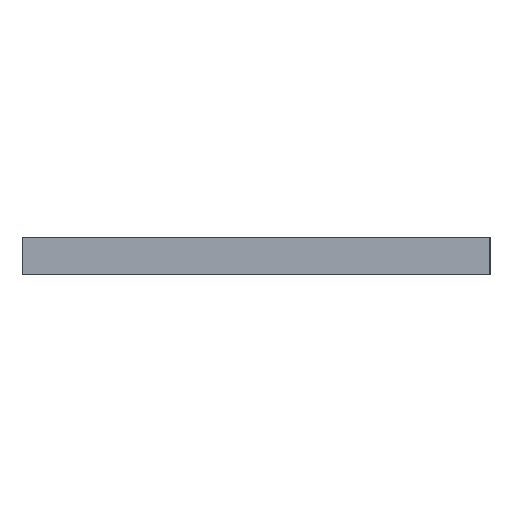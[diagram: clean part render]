
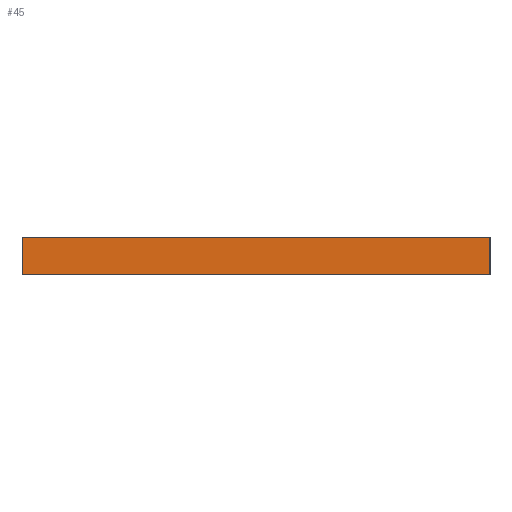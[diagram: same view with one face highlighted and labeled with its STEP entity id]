
A CAD part, left-side view. The second image highlights one B-rep face of the part: STEP entity #45.
In plain terms, the highlighted planar face has unit normal (-1, 0, 0).
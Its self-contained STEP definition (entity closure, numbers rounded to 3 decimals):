
#45 = ADVANCED_FACE('',(#46),#80,.T.);
#46 = FACE_BOUND('',#47,.T.);
#47 = EDGE_LOOP('',(#48,#58,#66,#74));
#48 = ORIENTED_EDGE('',*,*,#49,.T.);
#49 = EDGE_CURVE('',#50,#52,#54,.T.);
#50 = VERTEX_POINT('',#51);
#51 = CARTESIAN_POINT('',(0.5,-10.,0.));
#52 = VERTEX_POINT('',#53);
#53 = CARTESIAN_POINT('',(0.5,-10.,1.6));
#54 = LINE('',#55,#56);
#55 = CARTESIAN_POINT('',(0.5,-10.,0.));
#56 = VECTOR('',#57,1.);
#57 = DIRECTION('',(0.,0.,1.));
#58 = ORIENTED_EDGE('',*,*,#59,.T.);
#59 = EDGE_CURVE('',#52,#60,#62,.T.);
#60 = VERTEX_POINT('',#61);
#61 = CARTESIAN_POINT('',(0.5,10.,1.6));
#62 = LINE('',#63,#64);
#63 = CARTESIAN_POINT('',(0.5,-10.,1.6));
#64 = VECTOR('',#65,1.);
#65 = DIRECTION('',(0.,1.,0.));
#66 = ORIENTED_EDGE('',*,*,#67,.F.);
#67 = EDGE_CURVE('',#68,#60,#70,.T.);
#68 = VERTEX_POINT('',#69);
#69 = CARTESIAN_POINT('',(0.5,10.,0.));
#70 = LINE('',#71,#72);
#71 = CARTESIAN_POINT('',(0.5,10.,0.));
#72 = VECTOR('',#73,1.);
#73 = DIRECTION('',(0.,0.,1.));
#74 = ORIENTED_EDGE('',*,*,#75,.F.);
#75 = EDGE_CURVE('',#50,#68,#76,.T.);
#76 = LINE('',#77,#78);
#77 = CARTESIAN_POINT('',(0.5,-10.,0.));
#78 = VECTOR('',#79,1.);
#79 = DIRECTION('',(0.,1.,0.));
#80 = PLANE('',#81);
#81 = AXIS2_PLACEMENT_3D('',#82,#83,#84);
#82 = CARTESIAN_POINT('',(0.5,-10.,0.));
#83 = DIRECTION('',(-1.,0.,0.));
#84 = DIRECTION('',(0.,1.,0.));
